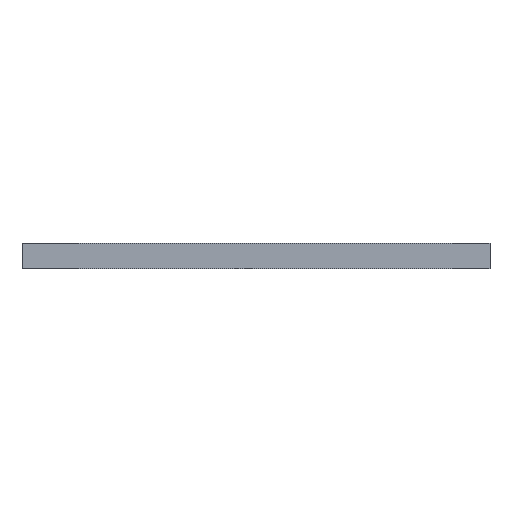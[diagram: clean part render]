
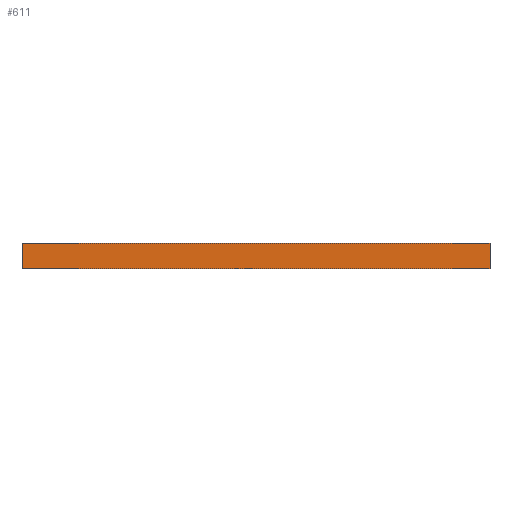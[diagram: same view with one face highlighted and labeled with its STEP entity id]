
A CAD part, front view. The second image highlights one B-rep face of the part: STEP entity #611.
In plain terms, the highlighted planar face has unit normal (0, -1, 0).
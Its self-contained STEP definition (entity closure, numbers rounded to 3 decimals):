
#63=PLANE('',#697);
#91=FACE_OUTER_BOUND('',#163,.T.);
#163=EDGE_LOOP('',(#555,#556,#557,#558));
#190=LINE('',#1020,#224);
#191=LINE('',#1023,#225);
#197=LINE('',#1034,#231);
#198=LINE('',#1036,#232);
#224=VECTOR('',#860,10.);
#225=VECTOR('',#863,10.);
#231=VECTOR('',#873,10.);
#232=VECTOR('',#876,10.);
#322=VERTEX_POINT('',#1014);
#324=VERTEX_POINT('',#1018);
#325=VERTEX_POINT('',#1022);
#328=VERTEX_POINT('',#1032);
#398=EDGE_CURVE('',#322,#324,#190,.T.);
#399=EDGE_CURVE('',#324,#325,#191,.T.);
#405=EDGE_CURVE('',#328,#322,#197,.T.);
#406=EDGE_CURVE('',#328,#325,#198,.T.);
#555=ORIENTED_EDGE('',*,*,#405,.T.);
#556=ORIENTED_EDGE('',*,*,#398,.T.);
#557=ORIENTED_EDGE('',*,*,#399,.T.);
#558=ORIENTED_EDGE('',*,*,#406,.F.);
#611=ADVANCED_FACE('',(#91),#63,.F.);
#697=AXIS2_PLACEMENT_3D('',#1035,#874,#875);
#860=DIRECTION('',(0.,0.,1.));
#863=DIRECTION('',(-1.,0.,0.));
#873=DIRECTION('',(1.,0.,0.));
#874=DIRECTION('center_axis',(0.,1.,0.));
#875=DIRECTION('ref_axis',(0.,0.,1.));
#876=DIRECTION('',(0.,0.,1.));
#1014=CARTESIAN_POINT('',(72.,0.,0.));
#1018=CARTESIAN_POINT('',(72.,0.,4.));
#1020=CARTESIAN_POINT('',(72.,0.,2.));
#1022=CARTESIAN_POINT('',(0.,0.,4.));
#1023=CARTESIAN_POINT('',(36.562,0.,4.));
#1032=CARTESIAN_POINT('',(0.,0.,0.));
#1034=CARTESIAN_POINT('',(36.562,0.,0.));
#1035=CARTESIAN_POINT('Origin',(36.,0.,2.));
#1036=CARTESIAN_POINT('',(0.,0.,2.));
